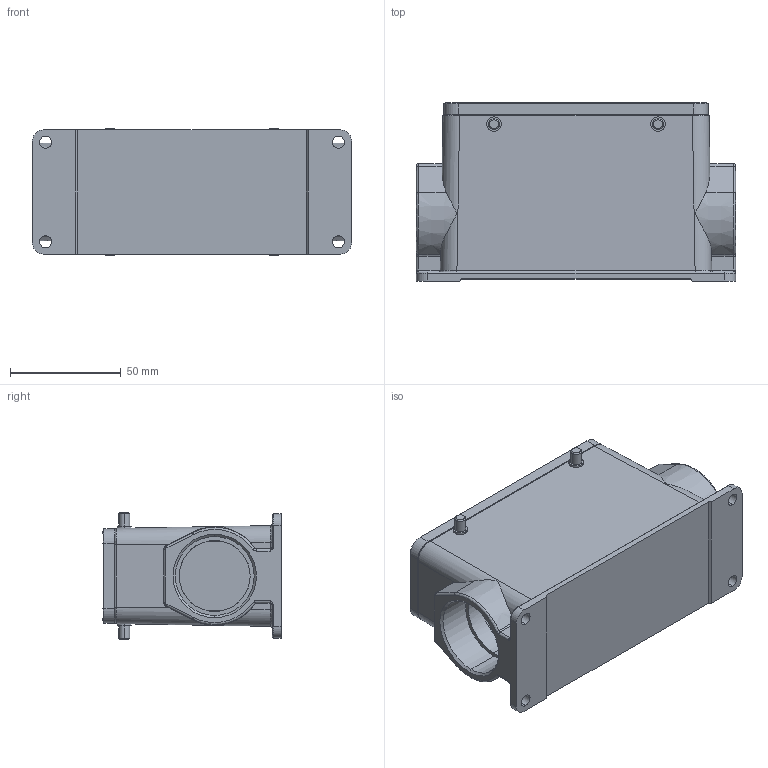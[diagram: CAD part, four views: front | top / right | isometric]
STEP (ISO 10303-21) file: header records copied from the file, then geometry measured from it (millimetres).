
FILE_DESCRIPTION (( 'STEP AP203' ), '1' );
FILE_NAME ('H24B-SFH-4B-PG29.STP', '2017-08-24T10:43:51', ( '微软用户' ), ( '微软中国' ), 'SwSTEP 2.0', 'SolidWorks 2012', '' );
FILE_SCHEMA (( 'CONFIG_CONTROL_DESIGN' ));
Length unit declared in the file: millimetre
Products named in the file (1): H24B-SFH-4B-PG29
Bounding box: 144 x 80.48 x 57.62 mm (x, y, z)
Volume: 178661.6 mm3; surface area: 69780.9 mm2
Topology: 1 solids, 1 shells, 319 faces, 782 edges, 488 vertices
Faces by surface type: cylinder 142, plane 95, bspline 46, cone 24, torus 12
Entity records: 13099 total; most frequent: CARTESIAN_POINT 6052, ORIENTED_EDGE 1564, DIRECTION 1301, EDGE_CURVE 782, VERTEX_POINT 488, AXIS2_PLACEMENT_3D 474, LINE 353, VECTOR 353
